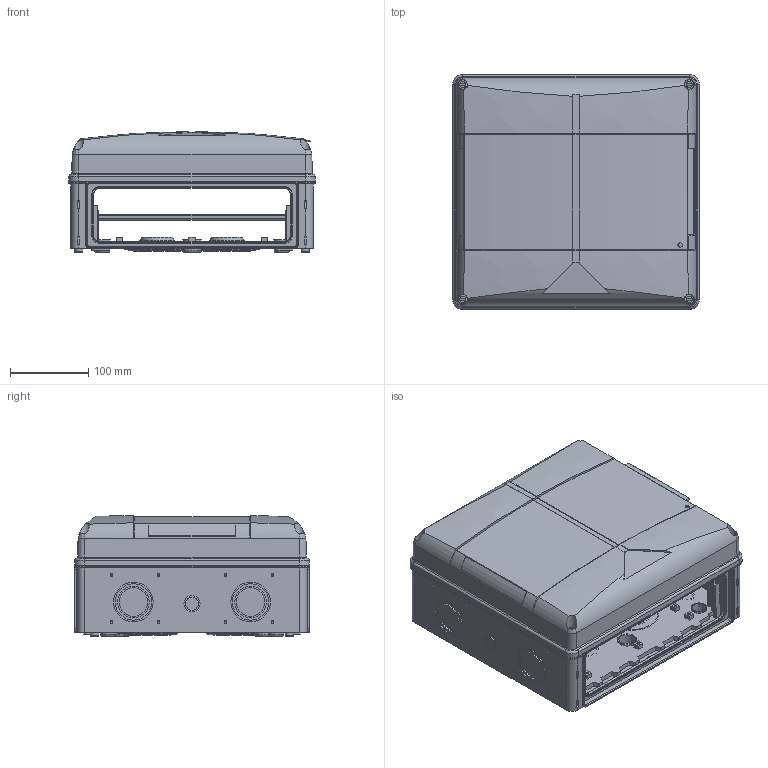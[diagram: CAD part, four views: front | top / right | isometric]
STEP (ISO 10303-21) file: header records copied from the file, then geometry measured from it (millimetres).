
FILE_DESCRIPTION( ( 'STEP AP214' ), ' ' );
FILE_NAME( '73351401.stp', '2018-07-09T15:03:31', ( '' ), ( '' ), ' ', 'PARTsolutions', ' ' );
FILE_SCHEMA( ( 'AUTOMOTIVE_DESIGN { 1 0 10303 214 1 1 1 1 }' ) );
Length unit declared in the file: millimetre
Products named in the file (7): 73351401; _Kasten-ak-III-f-14; _Deckel-ak-III-14; _Klappfenster-ak-III; _Schraube-ak-III; _Schienentraeger-ak-III; _Hutschiene-35mm-ak-III
Assembly tree (10 placements, depth 2):
  73351401
    _Kasten-ak-III-f-14
    _Deckel-ak-III-14
    _Klappfenster-ak-III
    _Schraube-ak-III  x4
    _Schienentraeger-ak-III  x2
    _Hutschiene-35mm-ak-III
Bounding box: 315.5 x 300.5 x 154.5 mm (x, y, z)
Volume: 1849784.4 mm3; surface area: 1033829.7 mm2
Topology: 10 solids, 10 shells, 2221 faces, 5874 edges, 3861 vertices
Faces by surface type: plane 1352, cylinder 452, cone 351, torus 58, bspline 8
Full cylindrical faces by diameter (mm): 2 x1, 3 x1, 3.45 x18, 3.48 x4, 5.326 x4, 5.55 x1, 6.5 x8, 7.088 x24, 8 x4, 8.6 x4, 9 x4, 9.348 x4, 11.8 x4, 13 x4, 16.5 x6, 20.5 x6, 21.5 x4, 25.5 x4, 28.5 x2, 32.5 x2, 36.5 x6, 40.5 x6, 46.5 x4, 50.5 x4
Entity records: 77452 total; most frequent: CARTESIAN_POINT 13421, DIRECTION 10053, ORIENTED_EDGE 9718, EDGE_CURVE 4859, AXIS2_PLACEMENT_3D 3499, VERTEX_POINT 3314, LINE 3055, VECTOR 3055
